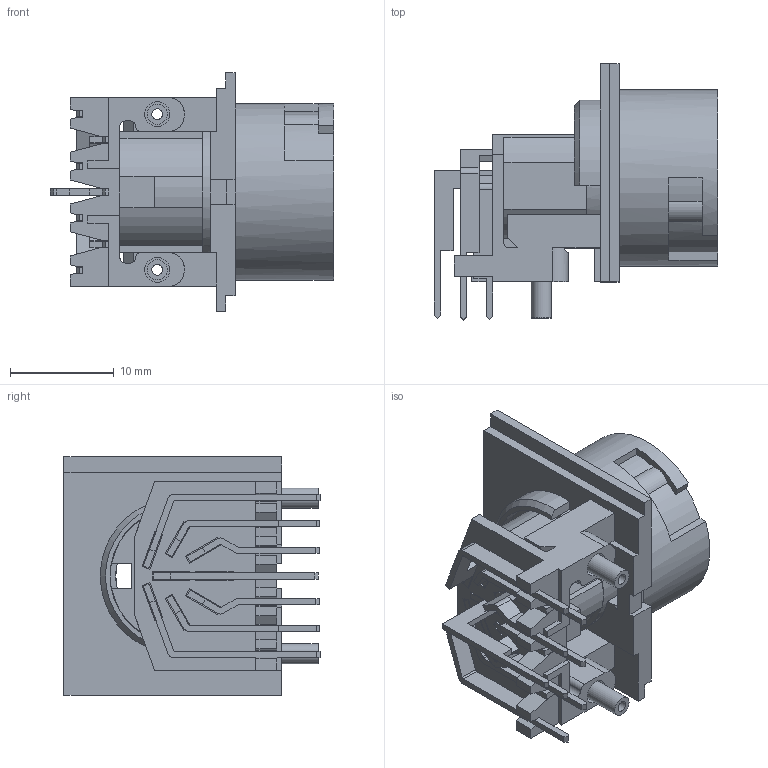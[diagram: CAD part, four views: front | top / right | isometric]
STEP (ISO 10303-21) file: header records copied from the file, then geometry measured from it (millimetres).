
FILE_DESCRIPTION(/* description */ (''),/* implementation_level */ '2;1');
FILE_NAME(/* name */ 'T_3527_900_U.stp',/* time_stamp */ '2016-02-29T16:02:11+01:00',/* author */ (''),/* organization */ (''),/* preprocessor_version */ 'ST-DEVELOPER v15',/* originating_system */ 'SIEMENS PLM Software NX 9.0',/* authorisation */ '');
FILE_SCHEMA (('AP203_CONFIGURATION_CONTROLLED_3D_DESIGN_OF_MECHANICAL_PARTS_AND_ASSEMBLIES_MIM_LF { 1 0 10303 403 2 1 2}'));
Length unit declared in the file: millimetre
Products named in the file (1): rsch0B64A74Eatqj
Bounding box: 27.3 x 24.69 x 23 mm (x, y, z)
Volume: 4146.5 mm3; surface area: 4647.8 mm2
Topology: 1 solids, 3 shells, 445 faces, 1272 edges, 838 vertices
Faces by surface type: plane 367, cylinder 71, cone 5, bspline 2
Full cylindrical faces by diameter (mm): 1.05 x2, 1.95 x4, 2.2 x4, 2.4 x2, 17 x1
Entity records: 14362 total; most frequent: CARTESIAN_POINT 2636, ORIENTED_EDGE 2480, DIRECTION 2290, EDGE_CURVE 1240, LINE 1046, VECTOR 1046, VERTEX_POINT 826, AXIS2_PLACEMENT_3D 622
